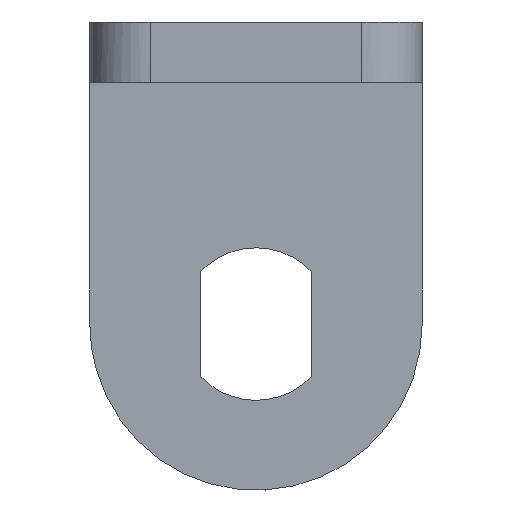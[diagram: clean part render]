
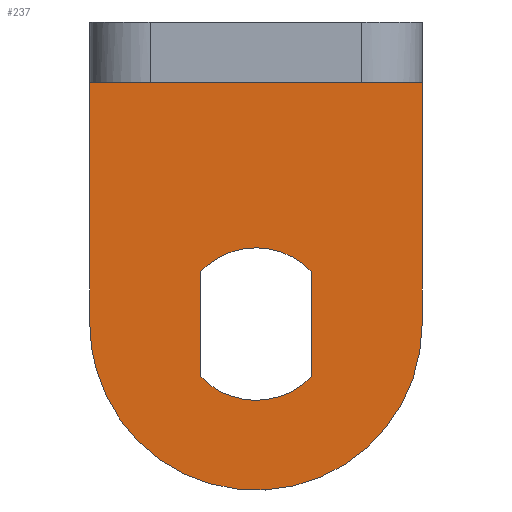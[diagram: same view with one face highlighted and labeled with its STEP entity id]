
A CAD part, left-side view. The second image highlights one B-rep face of the part: STEP entity #237.
In plain terms, the highlighted free-form (B-spline) face has degree [1, 1] with [2, 2] control points.
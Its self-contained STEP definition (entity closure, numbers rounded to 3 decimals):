
#10=CARTESIAN_POINT('',(-2.0,1.825,-1.745));
#11=VERTEX_POINT('',#10);
#12=CARTESIAN_POINT('',(-2.0,1.825,1.745));
#13=VERTEX_POINT('',#12);
#14=CARTESIAN_POINT('',(-2.0,1.825,-1.745));
#15=CARTESIAN_POINT('',(-2.0,1.825,1.745));
#16=QUASI_UNIFORM_CURVE('',1,(#14,#15),.UNSPECIFIED.,.F.,.U.);
#17=EDGE_CURVE('',#11,#13,#16,.T.);
#55=CARTESIAN_POINT('',(-2.0,-1.825,-1.745));
#56=VERTEX_POINT('',#55);
#57=CARTESIAN_POINT('',(-2.0,-1.825,-1.745));
#58=CARTESIAN_POINT('',(-2.0,-1.7,-1.876));
#59=CARTESIAN_POINT('',(-2.,-1.439,-2.096));
#60=CARTESIAN_POINT('',(-2.,-0.951,-2.361));
#61=CARTESIAN_POINT('',(-2.,-0.478,-2.496));
#62=CARTESIAN_POINT('',(-2.,0.042,-2.539));
#63=CARTESIAN_POINT('',(-2.,0.5,-2.493));
#64=CARTESIAN_POINT('',(-2.,0.988,-2.34));
#65=CARTESIAN_POINT('',(-2.,1.431,-2.103));
#66=CARTESIAN_POINT('',(-2.,1.7,-1.876));
#67=CARTESIAN_POINT('',(-2.0,1.825,-1.745));
#68=B_SPLINE_CURVE_WITH_KNOTS('',3,(#57,#58,#59,#60,#61,#62,#63,#64,#65,#66,#67),.UNSPECIFIED.,.F.,.U.,(4,1,1,1,1,1,1,1,4),(0.,0.542,1.02,1.657,2.008,2.582,3.028,3.538,4.079),.UNSPECIFIED.);
#69=EDGE_CURVE('',#56,#11,#68,.T.);
#102=CARTESIAN_POINT('',(-2.0,-1.825,1.745));
#103=VERTEX_POINT('',#102);
#104=CARTESIAN_POINT('',(-2.0,-1.825,1.745));
#105=CARTESIAN_POINT('',(-2.0,-1.825,-1.745));
#106=QUASI_UNIFORM_CURVE('',1,(#104,#105),.UNSPECIFIED.,.F.,.U.);
#107=EDGE_CURVE('',#103,#56,#106,.T.);
#139=CARTESIAN_POINT('',(-2.0,1.825,1.745));
#140=CARTESIAN_POINT('',(-2.,1.678,1.899));
#141=CARTESIAN_POINT('',(-2.,1.37,2.148));
#142=CARTESIAN_POINT('',(-2.,0.889,2.38));
#143=CARTESIAN_POINT('',(-2.,0.384,2.513));
#144=CARTESIAN_POINT('',(-2.,-0.086,2.54));
#145=CARTESIAN_POINT('',(-2.,-0.508,2.481));
#146=CARTESIAN_POINT('',(-2.,-0.836,2.39));
#147=CARTESIAN_POINT('',(-2.,-1.131,2.266));
#148=CARTESIAN_POINT('',(-2.,-1.48,2.061));
#149=CARTESIAN_POINT('',(-2.,-1.7,1.876));
#150=CARTESIAN_POINT('',(-2.0,-1.825,1.745));
#151=B_SPLINE_CURVE_WITH_KNOTS('',3,(#139,#140,#141,#142,#143,#144,#145,#146,#147,#148,#149,#150),.UNSPECIFIED.,.F.,.U.,(4,1,1,1,1,1,1,1,1,4),(0.,0.637,1.179,1.594,2.199,2.582,2.868,3.219,3.538,4.079),.UNSPECIFIED.);
#152=EDGE_CURVE('',#13,#103,#151,.T.);
#173=CARTESIAN_POINT('',(-2.0,-6.049,8.674));
#174=CARTESIAN_POINT('',(-2.0,6.049,8.674));
#175=CARTESIAN_POINT('',(-2.0,-6.049,-6.174));
#176=CARTESIAN_POINT('',(-2.0,6.049,-6.174));
#177=B_SPLINE_SURFACE_WITH_KNOTS('',1,1,((#173,#175),(#174,#176)),.UNSPECIFIED.,.F.,.F.,.U.,(2,2),(2,2),(0.0,12.099),(0.0,14.849),.UNSPECIFIED.);
#178=CARTESIAN_POINT('',(-2.0,-5.5,0.));
#179=VERTEX_POINT('',#178);
#180=CARTESIAN_POINT('',(-2.0,-5.5,8.));
#181=VERTEX_POINT('',#180);
#182=CARTESIAN_POINT('',(-2.0,-5.5,0.));
#183=CARTESIAN_POINT('',(-2.0,-5.5,8.));
#184=QUASI_UNIFORM_CURVE('',1,(#182,#183),.UNSPECIFIED.,.F.,.U.);
#185=EDGE_CURVE('',#179,#181,#184,.T.);
#186=ORIENTED_EDGE('',*,*,#185,.T.);
#187=CARTESIAN_POINT('',(-2.0,5.5,8.));
#188=VERTEX_POINT('',#187);
#189=CARTESIAN_POINT('',(-2.0,-5.5,8.));
#190=CARTESIAN_POINT('',(-2.0,5.5,8.));
#191=QUASI_UNIFORM_CURVE('',1,(#189,#190),.UNSPECIFIED.,.F.,.U.);
#192=EDGE_CURVE('',#181,#188,#191,.T.);
#193=ORIENTED_EDGE('',*,*,#192,.T.);
#194=CARTESIAN_POINT('',(-2.0,5.5,0.));
#195=VERTEX_POINT('',#194);
#196=CARTESIAN_POINT('',(-2.0,5.5,8.));
#197=CARTESIAN_POINT('',(-2.0,5.5,0.));
#198=QUASI_UNIFORM_CURVE('',1,(#196,#197),.UNSPECIFIED.,.F.,.U.);
#199=EDGE_CURVE('',#188,#195,#198,.T.);
#200=ORIENTED_EDGE('',*,*,#199,.T.);
#201=CARTESIAN_POINT('',(-2.0,-5.5,0.));
#202=CARTESIAN_POINT('',(-2.,-5.5,-0.326));
#203=CARTESIAN_POINT('',(-2.,-5.453,-0.855));
#204=CARTESIAN_POINT('',(-2.,-5.284,-1.567));
#205=CARTESIAN_POINT('',(-2.,-5.056,-2.204));
#206=CARTESIAN_POINT('',(-2.,-4.671,-2.957));
#207=CARTESIAN_POINT('',(-2.,-4.119,-3.688));
#208=CARTESIAN_POINT('',(-2.,-3.474,-4.287));
#209=CARTESIAN_POINT('',(-2.,-2.874,-4.707));
#210=CARTESIAN_POINT('',(-2.,-2.186,-5.069));
#211=CARTESIAN_POINT('',(-2.,-1.44,-5.331));
#212=CARTESIAN_POINT('',(-2.,-0.664,-5.475));
#213=CARTESIAN_POINT('',(-2.,0.011,-5.512));
#214=CARTESIAN_POINT('',(-2.,0.641,-5.474));
#215=CARTESIAN_POINT('',(-2.,1.34,-5.352));
#216=CARTESIAN_POINT('',(-2.,1.996,-5.142));
#217=CARTESIAN_POINT('',(-2.,2.699,-4.81));
#218=CARTESIAN_POINT('',(-2.0,3.249,-4.457));
#219=CARTESIAN_POINT('',(-2.,3.827,-3.971));
#220=CARTESIAN_POINT('',(-2.,4.386,-3.366));
#221=CARTESIAN_POINT('',(-2.,4.886,-2.586));
#222=CARTESIAN_POINT('',(-2.,5.256,-1.701));
#223=CARTESIAN_POINT('',(-2.,5.457,-0.855));
#224=CARTESIAN_POINT('',(-2.,5.5,-0.27));
#225=CARTESIAN_POINT('',(-2.0,5.5,0.));
#226=B_SPLINE_CURVE_WITH_KNOTS('',3,(#201,#202,#203,#204,#205,#206,#207,#208,#209,#210,#211,#212,#213,#214,#215,#216,#217,#218,#219,#220,#221,#222,#223,#224,#225),.UNSPECIFIED.,.F.,.U.,(4,1,1,1,1,1,1,1,1,1,1,1,1,1,1,1,1,1,1,1,1,1,4),(0.,0.979,1.586,2.194,3.004,4.117,4.927,5.636,6.311,7.256,7.998,8.673,9.281,9.888,10.799,11.339,12.217,12.757,13.6,14.68,15.524,16.469,17.279),.UNSPECIFIED.);
#227=EDGE_CURVE('',#179,#195,#226,.T.);
#228=ORIENTED_EDGE('',*,*,#227,.F.);
#229=EDGE_LOOP('',(#186,#193,#200,#228));
#230=FACE_OUTER_BOUND('',#229,.T.);
#231=ORIENTED_EDGE('',*,*,#152,.T.);
#232=ORIENTED_EDGE('',*,*,#107,.T.);
#233=ORIENTED_EDGE('',*,*,#69,.T.);
#234=ORIENTED_EDGE('',*,*,#17,.T.);
#235=EDGE_LOOP('',(#231,#232,#233,#234));
#236=FACE_BOUND('',#235,.T.);
#237=ADVANCED_FACE('',(#230,#236),#177,.T.);
